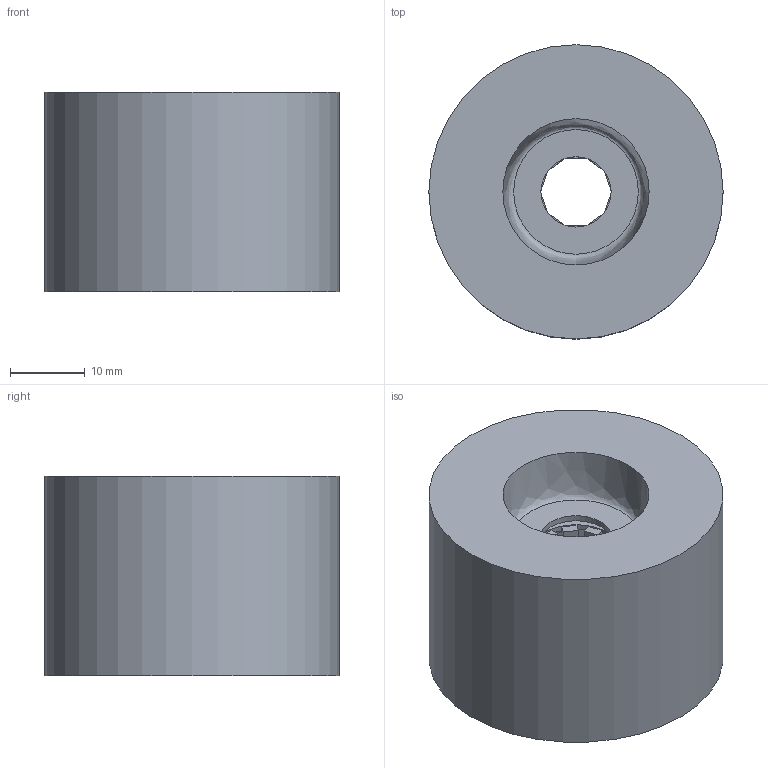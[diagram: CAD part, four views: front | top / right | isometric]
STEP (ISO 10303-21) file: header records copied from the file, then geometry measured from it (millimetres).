
FILE_DESCRIPTION(/* description */ (''),/* implementation_level */ '2;1');
FILE_NAME(/* name */ 'Magnetron_v1 v12 copper_separated.step',/* time_stamp */ '2024-05-11T20:43:59+02:00',/* author */ (''),/* organization */ (''),/* preprocessor_version */ 'ST-DEVELOPER v20',/* originating_system */ 'Autodesk Translation Framework v12.14.0.127',/* authorisation */ '');
FILE_SCHEMA (('AUTOMOTIVE_DESIGN { 1 0 10303 214 3 1 1 }'));
Length unit declared in the file: millimetre
Products named in the file (1): Magnetron_v1
Bounding box: 39.4 x 39.4 x 26.7 mm (x, y, z)
Volume: 12593.8 mm3; surface area: 14853.7 mm2
Topology: 15 solids, 15 shells, 254 faces, 664 edges, 440 vertices
Faces by surface type: plane 230, cylinder 10, cone 10, bspline 4
Full cylindrical faces by diameter (mm): 12.54 x2, 14.54 x2, 15.74 x2, 17.14 x2, 35.14 x1, 39.401 x1
Entity records: 7794 total; most frequent: CARTESIAN_POINT 1471, ORIENTED_EDGE 1328, DIRECTION 1202, EDGE_CURVE 664, LINE 620, VECTOR 620, VERTEX_POINT 440, AXIS2_PLACEMENT_3D 291
